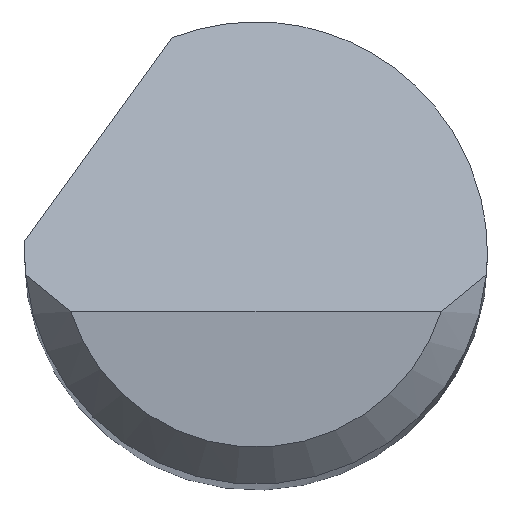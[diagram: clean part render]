
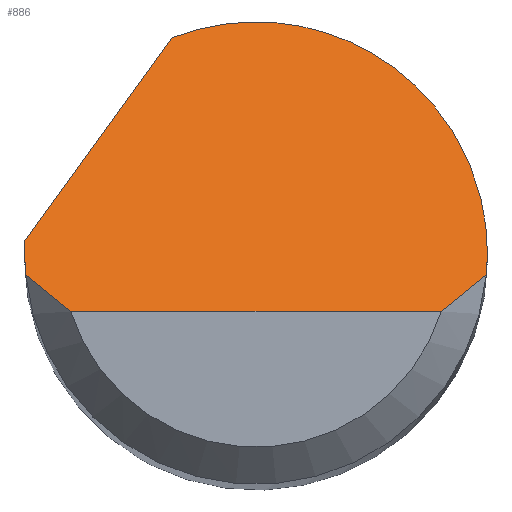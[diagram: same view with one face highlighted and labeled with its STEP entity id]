
A CAD part, top view. The second image highlights one B-rep face of the part: STEP entity #886.
In plain terms, the highlighted planar face has unit normal (0, 0.707, 0.707).
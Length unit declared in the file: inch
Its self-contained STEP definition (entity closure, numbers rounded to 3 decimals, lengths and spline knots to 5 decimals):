
#42 = AXIS2_PLACEMENT_3D ( 'NONE', #193, #347, #183 ) ;
#43 = ORIENTED_EDGE ( 'NONE', *, *, #431, .F. ) ;
#48 = VERTEX_POINT ( 'NONE', #718 ) ;
#81 = CARTESIAN_POINT ( 'NONE',  ( -0.07508, -0.02375, 1.5 ) ) ;
#96 = CARTESIAN_POINT ( 'NONE',  ( -0.09375, 0., 1.47625 ) ) ;
#110 = CARTESIAN_POINT ( 'NONE',  ( 0.09334, -0.00875, 1.485 ) ) ;
#119 = PLANE ( 'NONE',  #42 ) ;
#149 = VECTOR ( 'NONE', #871, 39.37008 ) ;
#158 = ORIENTED_EDGE ( 'NONE', *, *, #874, .F. ) ;
#180 = CARTESIAN_POINT ( 'NONE',  ( -0.09334, -0.00875, 1.485 ) ) ;
#183 = DIRECTION ( 'NONE',  ( 0., 0.707, -0.707 ) ) ;
#189 =( BOUNDED_CURVE ( )  B_SPLINE_CURVE ( 3, ( #180, #480, #786, #96 ),
 .UNSPECIFIED., .F., .T. ) 
 B_SPLINE_CURVE_WITH_KNOTS ( ( 4, 4 ),
 ( 4.61892, 4.71239 ),
 .UNSPECIFIED. ) 
 CURVE ( )  GEOMETRIC_REPRESENTATION_ITEM ( )  RATIONAL_B_SPLINE_CURVE ( ( 1., 0.999, 0.999, 1. ) ) 
 REPRESENTATION_ITEM ( '' )  );
#191 = VERTEX_POINT ( 'NONE', #567 ) ;
#192 = EDGE_CURVE ( 'NONE', #649, #191, #605, .T. ) ;
#193 = CARTESIAN_POINT ( 'NONE',  ( -0.09375, -0.02375, 1.5 ) ) ;
#217 = VERTEX_POINT ( 'NONE', #821 ) ;
#241 = CARTESIAN_POINT ( 'NONE',  ( -0.07508, -0.02375, 1.5 ) ) ;
#252 = B_SPLINE_CURVE_WITH_KNOTS ( 'NONE', 3,
 ( #326, #925, #259, #241 ),
 .UNSPECIFIED., .F., .F.,
 ( 4, 4 ),
 ( 0., 0.00071 ),
 .UNSPECIFIED. ) ;
#259 = CARTESIAN_POINT ( 'NONE',  ( -0.08157, -0.019, 1.49525 ) ) ;
#326 = CARTESIAN_POINT ( 'NONE',  ( -0.09334, -0.00875, 1.485 ) ) ;
#332 = CARTESIAN_POINT ( 'NONE',  ( -0.09375, 0.00167, 1.47458 ) ) ;
#347 = DIRECTION ( 'NONE',  ( 0., -0.707, -0.707 ) ) ;
#355 = EDGE_CURVE ( 'NONE', #191, #382, #424, .T. ) ;
#382 = VERTEX_POINT ( 'NONE', #933 ) ;
#388 =( BOUNDED_CURVE ( )  B_SPLINE_CURVE ( 3, ( #547, #484, #788, #110 ),
 .UNSPECIFIED., .F., .T. ) 
 B_SPLINE_CURVE_WITH_KNOTS ( ( 4, 4 ),
 ( 1.5708, 1.66427 ),
 .UNSPECIFIED. ) 
 CURVE ( )  GEOMETRIC_REPRESENTATION_ITEM ( )  RATIONAL_B_SPLINE_CURVE ( ( 1., 0.999, 0.999, 1. ) ) 
 REPRESENTATION_ITEM ( '' )  );
#408 = CARTESIAN_POINT ( 'NONE',  ( 0.03379, 0.11369, 1.36256 ) ) ;
#413 = CARTESIAN_POINT ( 'NONE',  ( -0.09334, -0.00875, 1.485 ) ) ;
#424 = B_SPLINE_CURVE_WITH_KNOTS ( 'NONE', 3,
 ( #474, #624, #846, #928 ),
 .UNSPECIFIED., .F., .F.,
 ( 4, 4 ),
 ( 0., 0.00071 ),
 .UNSPECIFIED. ) ;
#426 = EDGE_CURVE ( 'NONE', #947, #649, #252, .T. ) ;
#431 = EDGE_CURVE ( 'NONE', #947, #48, #189, .T. ) ;
#441 = EDGE_CURVE ( 'NONE', #217, #382, #388, .T. ) ;
#461 = ORIENTED_EDGE ( 'NONE', *, *, #355, .T. ) ;
#474 = CARTESIAN_POINT ( 'NONE',  ( 0.07508, -0.02375, 1.5 ) ) ;
#480 = CARTESIAN_POINT ( 'NONE',  ( -0.09361, -0.00584, 1.48209 ) ) ;
#484 = CARTESIAN_POINT ( 'NONE',  ( 0.09375, -0.00292, 1.47917 ) ) ;
#486 =( BOUNDED_CURVE ( )  B_SPLINE_CURVE ( 3, ( #887, #408, #810, #722 ),
 .UNSPECIFIED., .F., .T. ) 
 B_SPLINE_CURVE_WITH_KNOTS ( ( 4, 4 ),
 ( 5.91277, 7.85398 ),
 .UNSPECIFIED. ) 
 CURVE ( )  GEOMETRIC_REPRESENTATION_ITEM ( )  RATIONAL_B_SPLINE_CURVE ( ( 1., 0.71, 0.71, 1. ) ) 
 REPRESENTATION_ITEM ( '' )  );
#495 = VECTOR ( 'NONE', #628, 39.37008 ) ;
#507 = CARTESIAN_POINT ( 'NONE',  ( -0.11014, -0.01781, 1.49406 ) ) ;
#508 = CARTESIAN_POINT ( 'NONE',  ( -0.09362, 0.005, 1.47125 ) ) ;
#521 = VERTEX_POINT ( 'NONE', #508 ) ;
#528 = EDGE_CURVE ( 'NONE', #779, #217, #486, .T. ) ;
#547 = CARTESIAN_POINT ( 'NONE',  ( 0.09375, 0., 1.47625 ) ) ;
#566 = ORIENTED_EDGE ( 'NONE', *, *, #426, .T. ) ;
#567 = CARTESIAN_POINT ( 'NONE',  ( 0.07508, -0.02375, 1.5 ) ) ;
#583 = CARTESIAN_POINT ( 'NONE',  ( -0.09375, 0., 1.47625 ) ) ;
#605 = LINE ( 'NONE', #858, #495 ) ;
#617 = ORIENTED_EDGE ( 'NONE', *, *, #528, .F. ) ;
#622 = ORIENTED_EDGE ( 'NONE', *, *, #192, .T. ) ;
#624 = CARTESIAN_POINT ( 'NONE',  ( 0.08157, -0.019, 1.49525 ) ) ;
#628 = DIRECTION ( 'NONE',  ( 1., 0., 0. ) ) ;
#649 = VERTEX_POINT ( 'NONE', #81 ) ;
#681 = ORIENTED_EDGE ( 'NONE', *, *, #950, .F. ) ;
#718 = CARTESIAN_POINT ( 'NONE',  ( -0.09375, 0., 1.47625 ) ) ;
#719 = ORIENTED_EDGE ( 'NONE', *, *, #441, .F. ) ;
#722 = CARTESIAN_POINT ( 'NONE',  ( 0.09375, 0., 1.47625 ) ) ;
#779 = VERTEX_POINT ( 'NONE', #935 ) ;
#786 = CARTESIAN_POINT ( 'NONE',  ( -0.09375, -0.00292, 1.47917 ) ) ;
#788 = CARTESIAN_POINT ( 'NONE',  ( 0.09361, -0.00584, 1.48209 ) ) ;
#804 = CARTESIAN_POINT ( 'NONE',  ( -0.09362, 0.005, 1.47125 ) ) ;
#810 = CARTESIAN_POINT ( 'NONE',  ( 0.09375, 0.07266, 1.40359 ) ) ;
#821 = CARTESIAN_POINT ( 'NONE',  ( 0.09375, 0., 1.47625 ) ) ;
#846 = CARTESIAN_POINT ( 'NONE',  ( 0.08761, -0.01397, 1.49022 ) ) ;
#858 = CARTESIAN_POINT ( 'NONE',  ( 0., -0.02375, 1.5 ) ) ;
#871 = DIRECTION ( 'NONE',  ( 0.456, 0.629, -0.629 ) ) ;
#874 = EDGE_CURVE ( 'NONE', #521, #779, #944, .T. ) ;
#882 = CARTESIAN_POINT ( 'NONE',  ( -0.09371, 0.00333, 1.47292 ) ) ;
#886 = ADVANCED_FACE ( 'NONE', ( #948 ), #119, .F. ) ;
#887 = CARTESIAN_POINT ( 'NONE',  ( -0.03394, 0.08739, 1.38886 ) ) ;
#906 =( BOUNDED_CURVE ( )  B_SPLINE_CURVE ( 3, ( #583, #332, #882, #804 ),
 .UNSPECIFIED., .F., .T. ) 
 B_SPLINE_CURVE_WITH_KNOTS ( ( 4, 4 ),
 ( 4.71239, 4.76575 ),
 .UNSPECIFIED. ) 
 CURVE ( )  GEOMETRIC_REPRESENTATION_ITEM ( )  RATIONAL_B_SPLINE_CURVE ( ( 1., 1., 1., 1. ) ) 
 REPRESENTATION_ITEM ( '' )  );
#925 = CARTESIAN_POINT ( 'NONE',  ( -0.08761, -0.01397, 1.49022 ) ) ;
#928 = CARTESIAN_POINT ( 'NONE',  ( 0.09334, -0.00875, 1.485 ) ) ;
#933 = CARTESIAN_POINT ( 'NONE',  ( 0.09334, -0.00875, 1.485 ) ) ;
#935 = CARTESIAN_POINT ( 'NONE',  ( -0.03394, 0.08739, 1.38886 ) ) ;
#944 = LINE ( 'NONE', #507, #149 ) ;
#947 = VERTEX_POINT ( 'NONE', #413 ) ;
#948 = FACE_OUTER_BOUND ( 'NONE', #973, .T. ) ;
#950 = EDGE_CURVE ( 'NONE', #48, #521, #906, .T. ) ;
#973 = EDGE_LOOP ( 'NONE', ( #622, #461, #719, #617, #158, #681, #43, #566 ) ) ;
